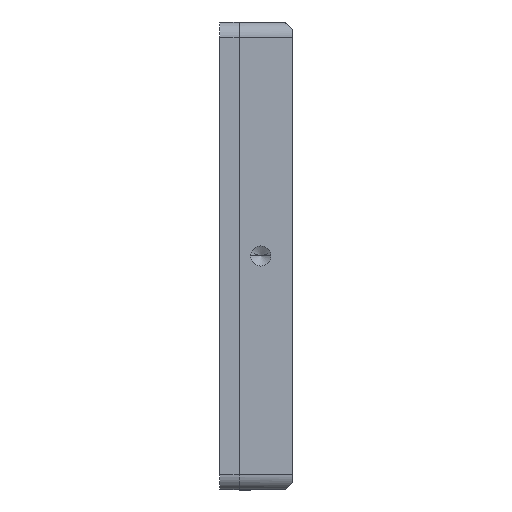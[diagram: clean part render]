
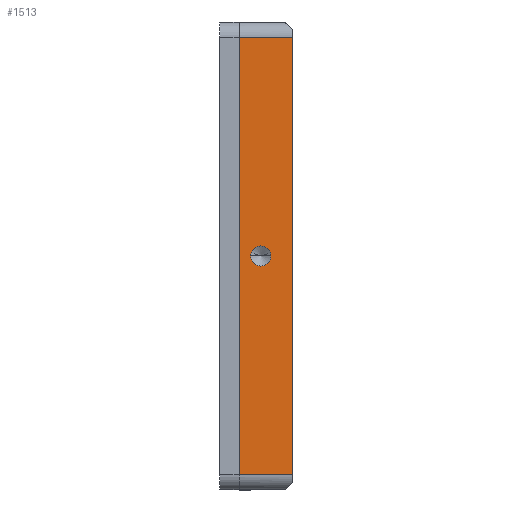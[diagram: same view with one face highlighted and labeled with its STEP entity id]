
A CAD part, left-side view. The second image highlights one B-rep face of the part: STEP entity #1513.
In plain terms, the highlighted planar face has unit normal (-1, 0, 0).
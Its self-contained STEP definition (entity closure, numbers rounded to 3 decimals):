
#66 = ORIENTED_EDGE ( 'NONE', *, *, #2124, .T. ) ;
#92 = CARTESIAN_POINT ( 'NONE',  ( -148.45, -48.45, 0. ) ) ;
#110 = VERTEX_POINT ( 'NONE', #1695 ) ;
#111 = CARTESIAN_POINT ( 'NONE',  ( -148.45, 0., 8.6 ) ) ;
#215 = FACE_OUTER_BOUND ( 'NONE', #2236, .T. ) ;
#229 = EDGE_CURVE ( 'NONE', #898, #1335, #2529, .T. ) ;
#233 = PLANE ( 'NONE',  #2789 ) ;
#271 = CIRCLE ( 'NONE', #2575, 2.1 ) ;
#275 = ORIENTED_EDGE ( 'NONE', *, *, #229, .T. ) ;
#290 = DIRECTION ( 'NONE',  ( 0., -1., 0. ) ) ;
#313 = DIRECTION ( 'NONE',  ( -1., 0., 0. ) ) ;
#365 = EDGE_CURVE ( 'NONE', #898, #2210, #2791, .T. ) ;
#367 = DIRECTION ( 'NONE',  ( 0., -1., 0. ) ) ;
#386 = CARTESIAN_POINT ( 'NONE',  ( -148.45, -45.275, 11. ) ) ;
#506 = ORIENTED_EDGE ( 'NONE', *, *, #2727, .F. ) ;
#574 = EDGE_LOOP ( 'NONE', ( #506, #2070 ) ) ;
#622 = DIRECTION ( 'NONE',  ( -1., 0., 0. ) ) ;
#652 = EDGE_CURVE ( 'NONE', #1104, #909, #1638, .T. ) ;
#667 = DIRECTION ( 'NONE',  ( 1., 0., 0. ) ) ;
#818 = DIRECTION ( 'NONE',  ( 0., 0., 1. ) ) ;
#898 = VERTEX_POINT ( 'NONE', #2712 ) ;
#909 = VERTEX_POINT ( 'NONE', #111 ) ;
#944 = DIRECTION ( 'NONE',  ( 0., 0., -1. ) ) ;
#980 = LINE ( 'NONE', #92, #1471 ) ;
#1082 = EDGE_CURVE ( 'NONE', #110, #2210, #2362, .T. ) ;
#1083 = ORIENTED_EDGE ( 'NONE', *, *, #1082, .T. ) ;
#1104 = VERTEX_POINT ( 'NONE', #1951 ) ;
#1187 = DIRECTION ( 'NONE',  ( 0., 0., -1. ) ) ;
#1335 = VERTEX_POINT ( 'NONE', #1688 ) ;
#1388 = CARTESIAN_POINT ( 'NONE',  ( -148.45, 0., 6.5 ) ) ;
#1415 = DIRECTION ( 'NONE',  ( 0., 0., 1. ) ) ;
#1471 = VECTOR ( 'NONE', #290, 1000. ) ;
#1513 = ADVANCED_FACE ( 'NONE', ( #2656, #215 ), #233, .F. ) ;
#1638 = CIRCLE ( 'NONE', #2464, 2.1 ) ;
#1688 = CARTESIAN_POINT ( 'NONE',  ( -148.45, 45.275, 0. ) ) ;
#1695 = CARTESIAN_POINT ( 'NONE',  ( -148.45, -45.275, 0. ) ) ;
#1906 = CARTESIAN_POINT ( 'NONE',  ( -148.45, -45.275, 11. ) ) ;
#1924 = DIRECTION ( 'NONE',  ( 0., 0., 1. ) ) ;
#1947 = CARTESIAN_POINT ( 'NONE',  ( -148.45, -48.45, 11. ) ) ;
#1951 = CARTESIAN_POINT ( 'NONE',  ( -148.45, 0., 4.4 ) ) ;
#1984 = CARTESIAN_POINT ( 'NONE',  ( -148.45, -48.45, 11. ) ) ;
#2070 = ORIENTED_EDGE ( 'NONE', *, *, #652, .F. ) ;
#2124 = EDGE_CURVE ( 'NONE', #1335, #110, #980, .T. ) ;
#2189 = VECTOR ( 'NONE', #367, 1000. ) ;
#2210 = VERTEX_POINT ( 'NONE', #1906 ) ;
#2236 = EDGE_LOOP ( 'NONE', ( #2674, #275, #66, #1083 ) ) ;
#2267 = CARTESIAN_POINT ( 'NONE',  ( -148.45, 45.275, 11. ) ) ;
#2277 = VECTOR ( 'NONE', #1187, 1000. ) ;
#2362 = LINE ( 'NONE', #386, #2429 ) ;
#2429 = VECTOR ( 'NONE', #1924, 1000. ) ;
#2464 = AXIS2_PLACEMENT_3D ( 'NONE', #1388, #313, #1415 ) ;
#2529 = LINE ( 'NONE', #2267, #2277 ) ;
#2575 = AXIS2_PLACEMENT_3D ( 'NONE', #2828, #622, #818 ) ;
#2656 = FACE_BOUND ( 'NONE', #574, .T. ) ;
#2674 = ORIENTED_EDGE ( 'NONE', *, *, #365, .F. ) ;
#2712 = CARTESIAN_POINT ( 'NONE',  ( -148.45, 45.275, 11. ) ) ;
#2727 = EDGE_CURVE ( 'NONE', #909, #1104, #271, .T. ) ;
#2789 = AXIS2_PLACEMENT_3D ( 'NONE', #1984, #667, #944 ) ;
#2791 = LINE ( 'NONE', #1947, #2189 ) ;
#2828 = CARTESIAN_POINT ( 'NONE',  ( -148.45, 0., 6.5 ) ) ;
